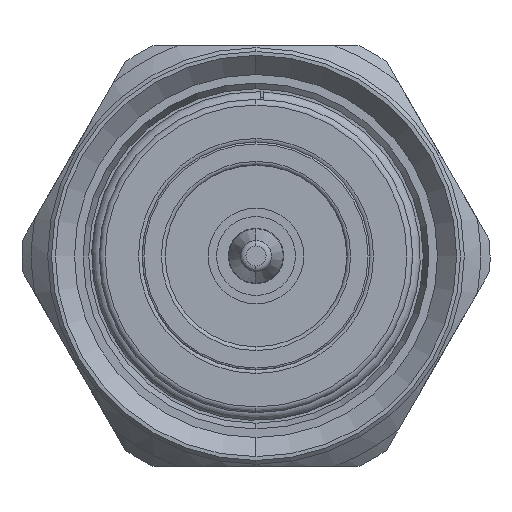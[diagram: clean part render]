
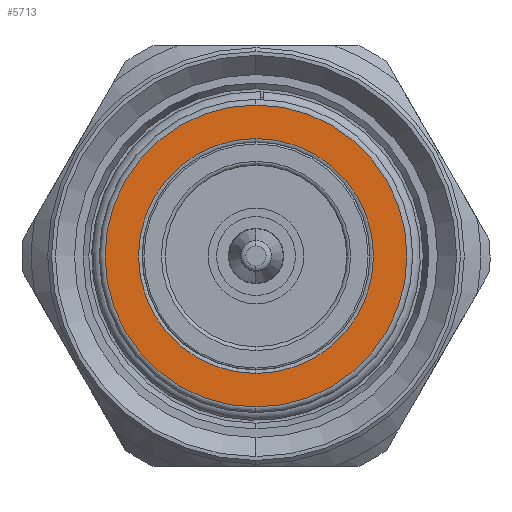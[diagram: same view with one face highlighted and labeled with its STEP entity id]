
A CAD part, left-side view. The second image highlights one B-rep face of the part: STEP entity #5713.
In plain terms, the highlighted planar face has unit normal (-1, 0, 0).
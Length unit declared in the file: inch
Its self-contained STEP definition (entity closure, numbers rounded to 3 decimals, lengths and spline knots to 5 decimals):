
#135 = PLANE ( 'NONE',  #5712 ) ;
#308 = CARTESIAN_POINT ( 'NONE',  ( 0.20472, 0., 0. ) ) ;
#520 = EDGE_CURVE ( 'NONE', #8982, #4476, #9775, .T. ) ;
#821 = AXIS2_PLACEMENT_3D ( 'NONE', #308, #5618, #1573 ) ;
#1406 = EDGE_LOOP ( 'NONE', ( #7944, #11297 ) ) ;
#1573 = DIRECTION ( 'NONE',  ( 0., 0., 1. ) ) ;
#1648 = CIRCLE ( 'NONE', #5694, 0.31102 ) ;
#1939 = CARTESIAN_POINT ( 'NONE',  ( 0.20472, 0., 0.24213 ) ) ;
#1946 = DIRECTION ( 'NONE',  ( 0., 1., 0. ) ) ;
#2910 = DIRECTION ( 'NONE',  ( -1., 0., 0. ) ) ;
#2958 = AXIS2_PLACEMENT_3D ( 'NONE', #7572, #9309, #5730 ) ;
#3180 = VERTEX_POINT ( 'NONE', #4618 ) ;
#3913 = ORIENTED_EDGE ( 'NONE', *, *, #520, .T. ) ;
#4246 = CIRCLE ( 'NONE', #4436, 0.24213 ) ;
#4436 = AXIS2_PLACEMENT_3D ( 'NONE', #9889, #4862, #8375 ) ;
#4476 = VERTEX_POINT ( 'NONE', #10932 ) ;
#4618 = CARTESIAN_POINT ( 'NONE',  ( 0.20472, 0., -0.24213 ) ) ;
#4862 = DIRECTION ( 'NONE',  ( -1., 0., 0. ) ) ;
#5495 = ORIENTED_EDGE ( 'NONE', *, *, #6083, .T. ) ;
#5618 = DIRECTION ( 'NONE',  ( -1., 0., 0. ) ) ;
#5694 = AXIS2_PLACEMENT_3D ( 'NONE', #6246, #2910, #8201 ) ;
#5712 = AXIS2_PLACEMENT_3D ( 'NONE', #7181, #10715, #1946 ) ;
#5713 = ADVANCED_FACE ( 'NONE', ( #8794, #6317 ), #135, .F. ) ;
#5730 = DIRECTION ( 'NONE',  ( 0., 0., 1. ) ) ;
#5796 = CIRCLE ( 'NONE', #821, 0.24213 ) ;
#6083 = EDGE_CURVE ( 'NONE', #4476, #8982, #1648, .T. ) ;
#6246 = CARTESIAN_POINT ( 'NONE',  ( 0.20472, 0., 0. ) ) ;
#6317 = FACE_BOUND ( 'NONE', #1406, .T. ) ;
#7181 = CARTESIAN_POINT ( 'NONE',  ( 0.20472, 0.24213, 0. ) ) ;
#7307 = VERTEX_POINT ( 'NONE', #1939 ) ;
#7572 = CARTESIAN_POINT ( 'NONE',  ( 0.20472, 0., 0. ) ) ;
#7785 = CARTESIAN_POINT ( 'NONE',  ( 0.20472, 0., -0.31102 ) ) ;
#7944 = ORIENTED_EDGE ( 'NONE', *, *, #11080, .F. ) ;
#8201 = DIRECTION ( 'NONE',  ( 0., 0., 1. ) ) ;
#8375 = DIRECTION ( 'NONE',  ( 0., 0., 1. ) ) ;
#8756 = EDGE_CURVE ( 'NONE', #3180, #7307, #4246, .T. ) ;
#8794 = FACE_OUTER_BOUND ( 'NONE', #9334, .T. ) ;
#8982 = VERTEX_POINT ( 'NONE', #7785 ) ;
#9309 = DIRECTION ( 'NONE',  ( -1., 0., 0. ) ) ;
#9334 = EDGE_LOOP ( 'NONE', ( #5495, #3913 ) ) ;
#9775 = CIRCLE ( 'NONE', #2958, 0.31102 ) ;
#9889 = CARTESIAN_POINT ( 'NONE',  ( 0.20472, 0., 0. ) ) ;
#10715 = DIRECTION ( 'NONE',  ( 1., 0., 0. ) ) ;
#10932 = CARTESIAN_POINT ( 'NONE',  ( 0.20472, 0., 0.31102 ) ) ;
#11080 = EDGE_CURVE ( 'NONE', #7307, #3180, #5796, .T. ) ;
#11297 = ORIENTED_EDGE ( 'NONE', *, *, #8756, .F. ) ;
